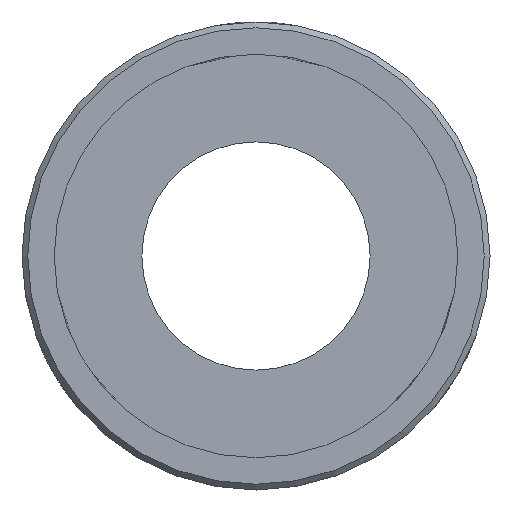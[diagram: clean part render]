
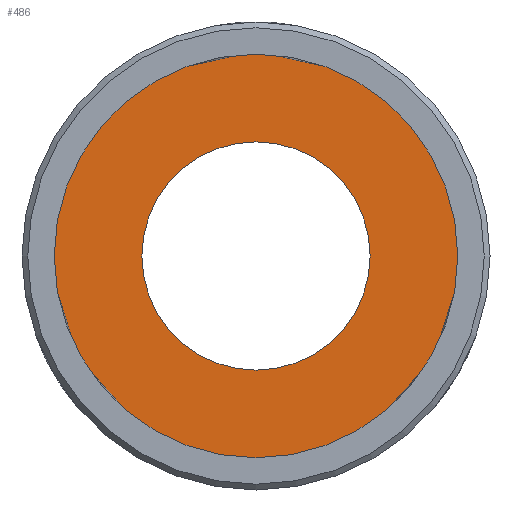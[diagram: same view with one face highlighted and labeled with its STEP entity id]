
A CAD part, front view. The second image highlights one B-rep face of the part: STEP entity #486.
In plain terms, the highlighted planar face has unit normal (0, -1, 0).
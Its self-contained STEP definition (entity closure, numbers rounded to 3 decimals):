
#72 = ORIENTED_EDGE ( 'NONE', *, *, #82, .T. ) ;
#82 = EDGE_CURVE ( 'NONE', #490, #490, #736, .T. ) ;
#125 = DIRECTION ( 'NONE',  ( 0., 0., -1. ) ) ;
#157 = EDGE_LOOP ( 'NONE', ( #72 ) ) ;
#166 = EDGE_CURVE ( 'NONE', #814, #814, #479, .T. ) ;
#167 = FACE_OUTER_BOUND ( 'NONE', #843, .T. ) ;
#207 = CARTESIAN_POINT ( 'NONE',  ( 0., 9.5, 0. ) ) ;
#220 = AXIS2_PLACEMENT_3D ( 'NONE', #207, #263, #125 ) ;
#224 = DIRECTION ( 'NONE',  ( 0., -1., 0. ) ) ;
#237 = PLANE ( 'NONE',  #799 ) ;
#263 = DIRECTION ( 'NONE',  ( 0., -1., 0. ) ) ;
#313 = DIRECTION ( 'NONE',  ( 0., 1., 0. ) ) ;
#318 = DIRECTION ( 'NONE',  ( 0., 0., -1. ) ) ;
#375 = AXIS2_PLACEMENT_3D ( 'NONE', #575, #313, #318 ) ;
#479 = CIRCLE ( 'NONE', #220, 17.5 ) ;
#486 = ADVANCED_FACE ( 'NONE', ( #499, #167 ), #237, .T. ) ;
#490 = VERTEX_POINT ( 'NONE', #614 ) ;
#499 = FACE_BOUND ( 'NONE', #157, .T. ) ;
#575 = CARTESIAN_POINT ( 'NONE',  ( 0., 9.5, 0. ) ) ;
#611 = CARTESIAN_POINT ( 'NONE',  ( 0., 9.5, -17.5 ) ) ;
#614 = CARTESIAN_POINT ( 'NONE',  ( 0., 9.5, -9.9 ) ) ;
#629 = DIRECTION ( 'NONE',  ( 0., 0., -1. ) ) ;
#632 = CARTESIAN_POINT ( 'NONE',  ( 9.9, 9.5, 0. ) ) ;
#730 = ORIENTED_EDGE ( 'NONE', *, *, #166, .T. ) ;
#736 = CIRCLE ( 'NONE', #375, 9.9 ) ;
#799 = AXIS2_PLACEMENT_3D ( 'NONE', #632, #224, #629 ) ;
#814 = VERTEX_POINT ( 'NONE', #611 ) ;
#843 = EDGE_LOOP ( 'NONE', ( #730 ) ) ;
